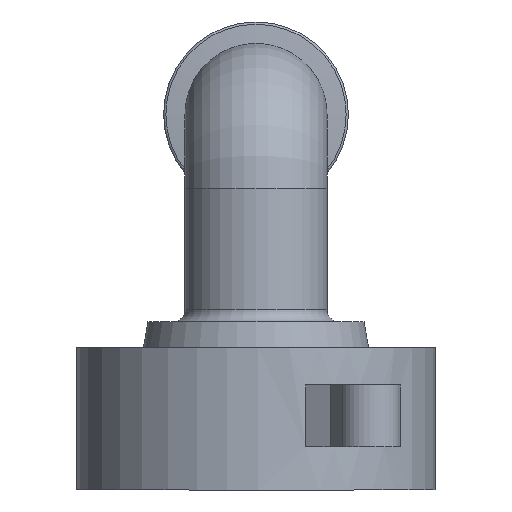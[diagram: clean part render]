
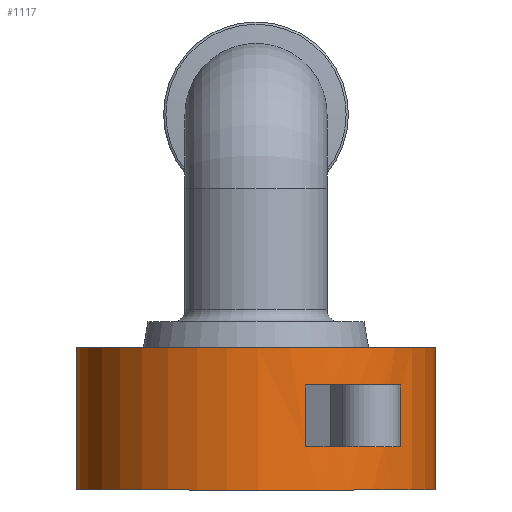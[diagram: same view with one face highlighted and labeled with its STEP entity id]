
A CAD part, left-side view. The second image highlights one B-rep face of the part: STEP entity #1117.
In plain terms, the highlighted cylindrical face has radius 14.5 mm (diameter 29 mm), a full revolution.
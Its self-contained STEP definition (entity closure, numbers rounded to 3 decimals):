
#20=LINE('',#1621,#48);
#21=LINE('',#1625,#49);
#22=LINE('',#1630,#50);
#23=LINE('',#1635,#51);
#48=VECTOR('',#1397,1000.);
#49=VECTOR('',#1400,1000.);
#50=VECTOR('',#1405,1000.);
#51=VECTOR('',#1408,1000.);
#196=ORIENTED_EDGE('',*,*,#319,.F.);
#197=ORIENTED_EDGE('',*,*,#320,.T.);
#198=ORIENTED_EDGE('',*,*,#321,.T.);
#199=ORIENTED_EDGE('',*,*,#322,.F.);
#200=ORIENTED_EDGE('',*,*,#323,.F.);
#201=ORIENTED_EDGE('',*,*,#324,.T.);
#202=ORIENTED_EDGE('',*,*,#325,.F.);
#203=ORIENTED_EDGE('',*,*,#326,.T.);
#204=ORIENTED_EDGE('',*,*,#327,.T.);
#205=ORIENTED_EDGE('',*,*,#328,.F.);
#319=EDGE_CURVE('',#398,#399,#463,.T.);
#320=EDGE_CURVE('',#398,#400,#20,.T.);
#321=EDGE_CURVE('',#400,#401,#464,.T.);
#322=EDGE_CURVE('',#399,#401,#21,.T.);
#323=EDGE_CURVE('',#402,#402,#465,.T.);
#324=EDGE_CURVE('',#403,#403,#466,.T.);
#325=EDGE_CURVE('',#404,#405,#22,.T.);
#326=EDGE_CURVE('',#404,#406,#467,.T.);
#327=EDGE_CURVE('',#406,#407,#23,.T.);
#328=EDGE_CURVE('',#405,#407,#468,.T.);
#398=VERTEX_POINT('',#1619);
#399=VERTEX_POINT('',#1620);
#400=VERTEX_POINT('',#1622);
#401=VERTEX_POINT('',#1624);
#402=VERTEX_POINT('',#1627);
#403=VERTEX_POINT('',#1629);
#404=VERTEX_POINT('',#1631);
#405=VERTEX_POINT('',#1632);
#406=VERTEX_POINT('',#1634);
#407=VERTEX_POINT('',#1636);
#463=CIRCLE('',#1215,14.5);
#464=CIRCLE('',#1216,14.5);
#465=CIRCLE('',#1217,14.5);
#466=CIRCLE('',#1218,14.5);
#467=CIRCLE('',#1219,14.5);
#468=CIRCLE('',#1220,14.5);
#545=EDGE_LOOP('',(#196,#197,#198,#199));
#546=EDGE_LOOP('',(#200));
#547=EDGE_LOOP('',(#201));
#548=EDGE_LOOP('',(#202,#203,#204,#205));
#645=FACE_BOUND('',#545,.T.);
#646=FACE_BOUND('',#546,.T.);
#647=FACE_BOUND('',#547,.T.);
#648=FACE_BOUND('',#548,.T.);
#682=CYLINDRICAL_SURFACE('',#1214,14.5);
#1117=ADVANCED_FACE('',(#645,#646,#647,#648),#682,.T.);
#1214=AXIS2_PLACEMENT_3D('',#1617,#1393,#1394);
#1215=AXIS2_PLACEMENT_3D('',#1618,#1395,#1396);
#1216=AXIS2_PLACEMENT_3D('',#1623,#1398,#1399);
#1217=AXIS2_PLACEMENT_3D('',#1626,#1401,#1402);
#1218=AXIS2_PLACEMENT_3D('',#1628,#1403,#1404);
#1219=AXIS2_PLACEMENT_3D('',#1633,#1406,#1407);
#1220=AXIS2_PLACEMENT_3D('',#1637,#1409,#1410);
#1393=DIRECTION('',(0.,0.,-1.));
#1394=DIRECTION('',(0.509,-0.861,0.));
#1395=DIRECTION('',(0.,0.,1.));
#1396=DIRECTION('',(-0.509,0.861,0.));
#1397=DIRECTION('',(0.,0.,1.));
#1398=DIRECTION('',(0.,0.,1.));
#1399=DIRECTION('',(-0.509,0.861,0.));
#1400=DIRECTION('',(0.,0.,1.));
#1401=DIRECTION('',(0.,0.,-1.));
#1402=DIRECTION('',(0.509,-0.861,0.));
#1403=DIRECTION('',(0.,0.,-1.));
#1404=DIRECTION('',(0.509,-0.861,0.));
#1405=DIRECTION('',(0.,0.,1.));
#1406=DIRECTION('',(0.,0.,-1.));
#1407=DIRECTION('',(-0.509,0.861,0.));
#1408=DIRECTION('',(0.,0.,1.));
#1409=DIRECTION('',(0.,0.,-1.));
#1410=DIRECTION('',(-0.509,0.861,0.));
#1617=CARTESIAN_POINT('',(0.,0.,-34.4));
#1618=CARTESIAN_POINT('',(0.,0.,-0.9));
#1619=CARTESIAN_POINT('',(-13.931,-4.024,-0.9));
#1620=CARTESIAN_POINT('',(-10.23,-10.276,-0.9));
#1621=CARTESIAN_POINT('',(-13.931,-4.024,-0.9));
#1622=CARTESIAN_POINT('',(-13.931,-4.024,4.1));
#1623=CARTESIAN_POINT('',(0.,0.,4.1));
#1624=CARTESIAN_POINT('',(-10.23,-10.276,4.1));
#1625=CARTESIAN_POINT('',(-10.23,-10.276,-0.9));
#1626=CARTESIAN_POINT('',(0.,0.,-4.4));
#1627=CARTESIAN_POINT('',(7.386,-12.478,-4.4));
#1628=CARTESIAN_POINT('',(0.,0.,7.1));
#1629=CARTESIAN_POINT('',(7.386,-12.478,7.1));
#1630=CARTESIAN_POINT('',(10.23,10.276,-0.9));
#1631=CARTESIAN_POINT('',(10.23,10.276,-0.9));
#1632=CARTESIAN_POINT('',(10.23,10.276,4.1));
#1633=CARTESIAN_POINT('',(0.,0.,-0.9));
#1634=CARTESIAN_POINT('',(13.931,4.024,-0.9));
#1635=CARTESIAN_POINT('',(13.931,4.024,-0.9));
#1636=CARTESIAN_POINT('',(13.931,4.024,4.1));
#1637=CARTESIAN_POINT('',(0.,0.,4.1));
